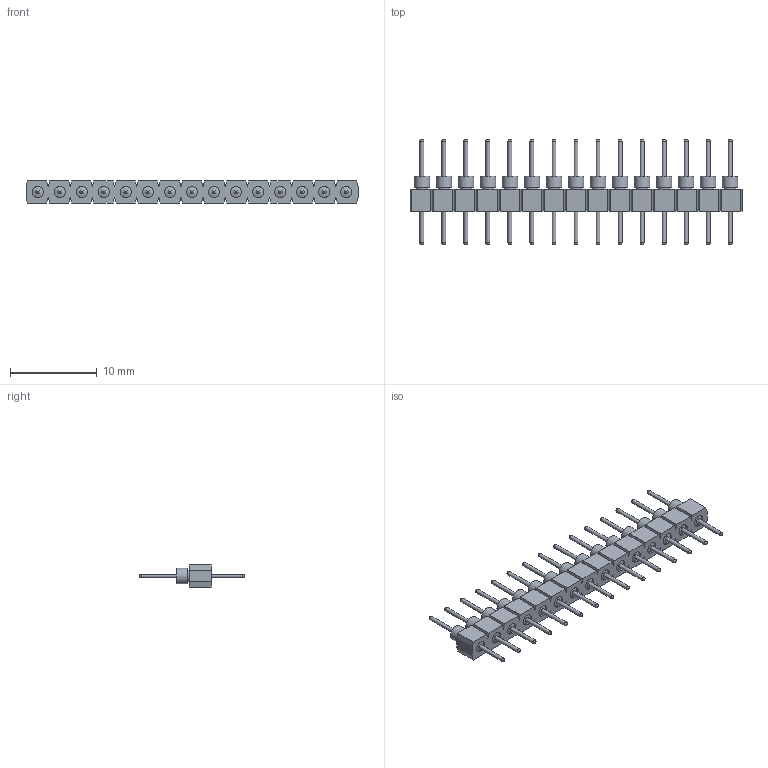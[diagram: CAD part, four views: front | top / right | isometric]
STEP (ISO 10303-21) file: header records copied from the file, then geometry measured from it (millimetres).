
FILE_DESCRIPTION(/* description */ ('STEP AP214'),/* implementation_level */ '2;1');
FILE_NAME(/* name */ 'TS-115-G-AA',/* time_stamp */ '2024-04-01T18:58:05+02:00',/* author */ ('License CC BY-ND 4.0'),/* organization */ ('CADENAS'),/* preprocessor_version */ 'ST-DEVELOPER v19.3',/* originating_system */ 'PARTsolutions',/* authorisation */ ' ');
FILE_SCHEMA (('MODEL_BASED_INTEGRATED_MANUFACTURING_SCHEMA','AUTOMOTIVE_DESIGN {1 0 10303 214 3 1 1}'));
Length unit declared in the file: inch
Products named in the file (3): TS-115-G-AA; TS-115-G-AA_socket; -101-G-AA_pins
Assembly tree (16 placements, depth 2):
  TS-115-G-AA
    TS-115-G-AA_socket
    -101-G-AA_pins  x15
Bounding box: 38.3 x 12.12 x 2.54 mm (x, y, z)
Volume: 297.5 mm3; surface area: 1123.1 mm2
Topology: 16 solids, 16 shells, 349 faces, 741 edges, 484 vertices
Faces by surface type: plane 184, cylinder 105, cone 30, torus 30
Full cylindrical faces by diameter (mm): 0.457 x30, 1.321 x45, 1.778 x30
Entity records: 4630 total; most frequent: CARTESIAN_POINT 776, DIRECTION 762, ORIENTED_EDGE 698, EDGE_CURVE 349, LINE 276, VECTOR 276, VERTEX_POINT 257, AXIS2_PLACEMENT_3D 243
